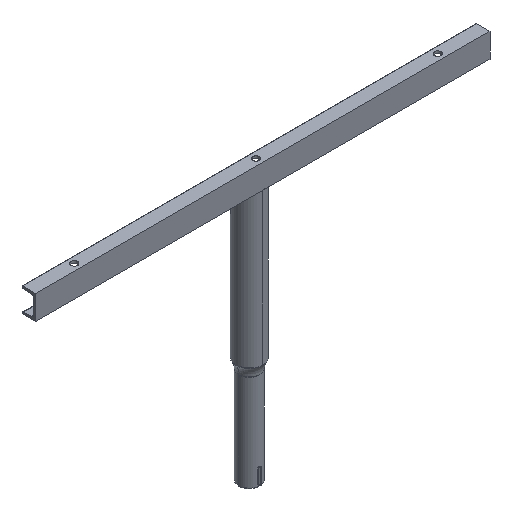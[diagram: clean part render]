
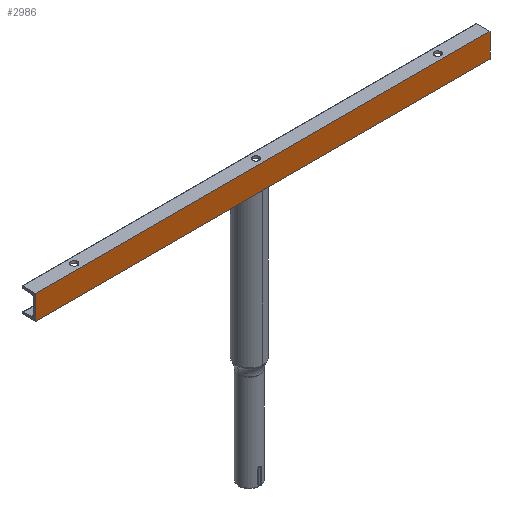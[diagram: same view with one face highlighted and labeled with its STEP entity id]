
A CAD part, isometric view. The second image highlights one B-rep face of the part: STEP entity #2986.
In plain terms, the highlighted face is planar.
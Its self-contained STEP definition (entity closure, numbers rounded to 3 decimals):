
#28 = CARTESIAN_POINT ( 'NONE',  ( 0., 80., 750. ) ) ;
#436 = VERTEX_POINT ( 'NONE', #1043 ) ;
#471 = VECTOR ( 'NONE', #857, 1000. ) ;
#497 = CARTESIAN_POINT ( 'NONE',  ( 0., 80., 750. ) ) ;
#501 = CARTESIAN_POINT ( 'NONE',  ( 0., 80., -750. ) ) ;
#629 = ORIENTED_EDGE ( 'NONE', *, *, #1182, .F. ) ;
#715 = DIRECTION ( 'NONE',  ( 0., -1., 0. ) ) ;
#731 = LINE ( 'NONE', #2635, #1468 ) ;
#857 = DIRECTION ( 'NONE',  ( 0., -1., 0. ) ) ;
#905 = DIRECTION ( 'NONE',  ( 0., 1., 0. ) ) ;
#1043 = CARTESIAN_POINT ( 'NONE',  ( 0., 0., -750. ) ) ;
#1111 = FACE_OUTER_BOUND ( 'NONE', #2476, .T. ) ;
#1121 = VECTOR ( 'NONE', #1286, 1000. ) ;
#1182 = EDGE_CURVE ( 'NONE', #1655, #436, #731, .T. ) ;
#1286 = DIRECTION ( 'NONE',  ( 0., 0., -1. ) ) ;
#1379 = CARTESIAN_POINT ( 'NONE',  ( 0., 0., 750. ) ) ;
#1432 = EDGE_CURVE ( 'NONE', #2672, #436, #1786, .T. ) ;
#1445 = AXIS2_PLACEMENT_3D ( 'NONE', #497, #2385, #905 ) ;
#1448 = EDGE_CURVE ( 'NONE', #1517, #2672, #2942, .T. ) ;
#1468 = VECTOR ( 'NONE', #2363, 1000. ) ;
#1517 = VERTEX_POINT ( 'NONE', #2751 ) ;
#1655 = VERTEX_POINT ( 'NONE', #1379 ) ;
#1682 = LINE ( 'NONE', #28, #2665 ) ;
#1786 = LINE ( 'NONE', #2529, #471 ) ;
#2102 = ORIENTED_EDGE ( 'NONE', *, *, #2620, .F. ) ;
#2363 = DIRECTION ( 'NONE',  ( 0., 0., -1. ) ) ;
#2385 = DIRECTION ( 'NONE',  ( 1., 0., 0. ) ) ;
#2394 = ORIENTED_EDGE ( 'NONE', *, *, #1448, .T. ) ;
#2417 = ORIENTED_EDGE ( 'NONE', *, *, #1432, .T. ) ;
#2476 = EDGE_LOOP ( 'NONE', ( #2417, #629, #2102, #2394 ) ) ;
#2514 = CARTESIAN_POINT ( 'NONE',  ( 0., 80., 750. ) ) ;
#2529 = CARTESIAN_POINT ( 'NONE',  ( 0., 80., -750. ) ) ;
#2620 = EDGE_CURVE ( 'NONE', #1517, #1655, #1682, .T. ) ;
#2635 = CARTESIAN_POINT ( 'NONE',  ( 0., 0., 750. ) ) ;
#2665 = VECTOR ( 'NONE', #715, 1000. ) ;
#2672 = VERTEX_POINT ( 'NONE', #501 ) ;
#2751 = CARTESIAN_POINT ( 'NONE',  ( 0., 80., 750. ) ) ;
#2782 = PLANE ( 'NONE',  #1445 ) ;
#2942 = LINE ( 'NONE', #2514, #1121 ) ;
#2986 = ADVANCED_FACE ( 'NONE', ( #1111 ), #2782, .F. ) ;
